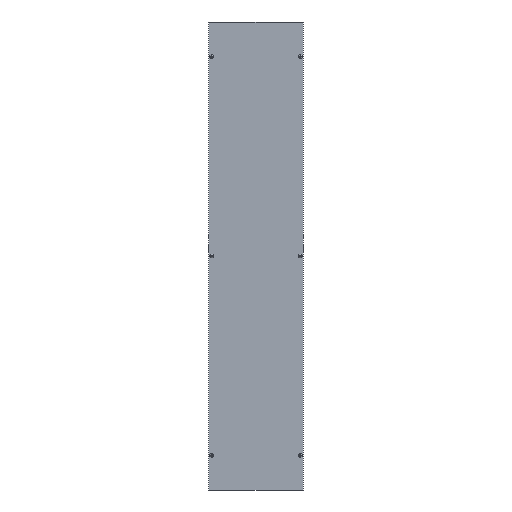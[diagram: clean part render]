
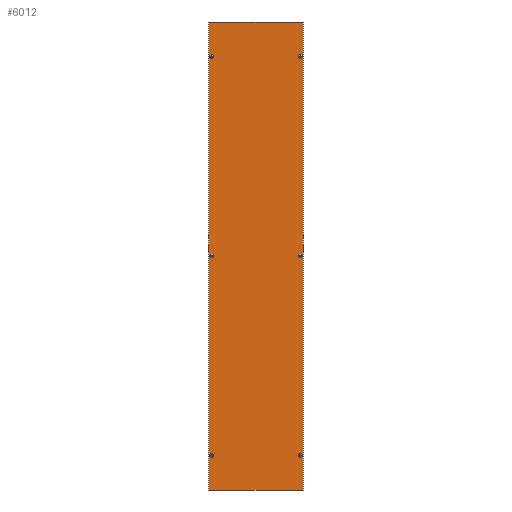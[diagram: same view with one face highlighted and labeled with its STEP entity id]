
A CAD part, front view. The second image highlights one B-rep face of the part: STEP entity #6012.
In plain terms, the highlighted planar face has unit normal (0, -1, 0).
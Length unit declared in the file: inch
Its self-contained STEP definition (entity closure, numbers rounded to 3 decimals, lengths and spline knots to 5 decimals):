
#122 = DIRECTION ( 'NONE',  ( 0., 0., -1. ) ) ;
#247 = VECTOR ( 'NONE', #7500, 39.37008 ) ;
#328 = CARTESIAN_POINT ( 'NONE',  ( 0., -0.05906, 0. ) ) ;
#368 = FACE_BOUND ( 'NONE', #5054, .T. ) ;
#412 = CIRCLE ( 'NONE', #5169, 0.17717 ) ;
#416 = FACE_BOUND ( 'NONE', #467, .T. ) ;
#441 = DIRECTION ( 'NONE',  ( 0., 0., -1. ) ) ;
#467 = EDGE_LOOP ( 'NONE', ( #8349 ) ) ;
#482 = ORIENTED_EDGE ( 'NONE', *, *, #3992, .F. ) ;
#762 = CARTESIAN_POINT ( 'NONE',  ( 6.65354, -0.05906, -0.17717 ) ) ;
#832 = ORIENTED_EDGE ( 'NONE', *, *, #4304, .F. ) ;
#878 = DIRECTION ( 'NONE',  ( 0., 0., -1. ) ) ;
#879 = FACE_OUTER_BOUND ( 'NONE', #4160, .T. ) ;
#1034 = CARTESIAN_POINT ( 'NONE',  ( 6.65354, -0.05906, 0. ) ) ;
#1042 = PLANE ( 'NONE',  #2422 ) ;
#1062 = LINE ( 'NONE', #5457, #247 ) ;
#1231 = EDGE_CURVE ( 'NONE', #4514, #6938, #4809, .T. ) ;
#1509 = VECTOR ( 'NONE', #8296, 39.37008 ) ;
#1553 = DIRECTION ( 'NONE',  ( 0., -1., 0. ) ) ;
#1595 = DIRECTION ( 'NONE',  ( 0., 0., -1. ) ) ;
#1732 = EDGE_CURVE ( 'NONE', #7704, #7704, #3675, .T. ) ;
#1925 = DIRECTION ( 'NONE',  ( 0., 0., 1. ) ) ;
#1940 = DIRECTION ( 'NONE',  ( 0., -1., 0. ) ) ;
#2060 = EDGE_LOOP ( 'NONE', ( #482 ) ) ;
#2082 = VERTEX_POINT ( 'NONE', #4007 ) ;
#2115 = EDGE_LOOP ( 'NONE', ( #5971 ) ) ;
#2121 = CARTESIAN_POINT ( 'NONE',  ( 6.65354, -0.05906, -30.09843 ) ) ;
#2154 = DIRECTION ( 'NONE',  ( 0., -1., 0. ) ) ;
#2162 = ORIENTED_EDGE ( 'NONE', *, *, #4293, .F. ) ;
#2317 = DIRECTION ( 'NONE',  ( 0., -1., 0. ) ) ;
#2422 = AXIS2_PLACEMENT_3D ( 'NONE', #328, #4962, #3017 ) ;
#2490 = CARTESIAN_POINT ( 'NONE',  ( -7.06693, -0.05906, -35.11811 ) ) ;
#2554 = CARTESIAN_POINT ( 'NONE',  ( -7.06693, -0.05906, 0. ) ) ;
#2576 = CARTESIAN_POINT ( 'NONE',  ( 6.65354, -0.05906, 29.92126 ) ) ;
#2678 = VERTEX_POINT ( 'NONE', #7951 ) ;
#2846 = CARTESIAN_POINT ( 'NONE',  ( 7.06693, -0.05906, 0. ) ) ;
#2957 = EDGE_LOOP ( 'NONE', ( #7158 ) ) ;
#2966 = FACE_BOUND ( 'NONE', #2115, .T. ) ;
#3017 = DIRECTION ( 'NONE',  ( 0., 0., 1. ) ) ;
#3087 = CIRCLE ( 'NONE', #4183, 0.17717 ) ;
#3123 = VECTOR ( 'NONE', #122, 39.37008 ) ;
#3130 = AXIS2_PLACEMENT_3D ( 'NONE', #6799, #6032, #878 ) ;
#3199 = CARTESIAN_POINT ( 'NONE',  ( 0., -0.05906, -35.11811 ) ) ;
#3476 = VERTEX_POINT ( 'NONE', #2490 ) ;
#3480 = FACE_BOUND ( 'NONE', #7147, .T. ) ;
#3489 = VERTEX_POINT ( 'NONE', #2121 ) ;
#3640 = AXIS2_PLACEMENT_3D ( 'NONE', #2576, #1940, #7849 ) ;
#3675 = CIRCLE ( 'NONE', #3130, 0.17717 ) ;
#3707 = ORIENTED_EDGE ( 'NONE', *, *, #6306, .F. ) ;
#3827 = EDGE_CURVE ( 'NONE', #3489, #3489, #412, .T. ) ;
#3992 = EDGE_CURVE ( 'NONE', #2678, #2678, #5985, .T. ) ;
#4007 = CARTESIAN_POINT ( 'NONE',  ( 6.65354, -0.05906, 29.74409 ) ) ;
#4156 = CARTESIAN_POINT ( 'NONE',  ( 6.65354, -0.05906, -29.92126 ) ) ;
#4160 = EDGE_LOOP ( 'NONE', ( #7794, #832, #2162, #6878 ) ) ;
#4177 = VERTEX_POINT ( 'NONE', #6685 ) ;
#4183 = AXIS2_PLACEMENT_3D ( 'NONE', #7393, #2154, #7523 ) ;
#4293 = EDGE_CURVE ( 'NONE', #6938, #3476, #5705, .T. ) ;
#4304 = EDGE_CURVE ( 'NONE', #3476, #5304, #7662, .T. ) ;
#4514 = VERTEX_POINT ( 'NONE', #5356 ) ;
#4809 = LINE ( 'NONE', #2846, #3123 ) ;
#4887 = FACE_BOUND ( 'NONE', #2957, .T. ) ;
#4962 = DIRECTION ( 'NONE',  ( 0., 1., 0. ) ) ;
#5054 = EDGE_LOOP ( 'NONE', ( #7082 ) ) ;
#5126 = CIRCLE ( 'NONE', #5663, 0.17717 ) ;
#5169 = AXIS2_PLACEMENT_3D ( 'NONE', #4156, #1553, #441 ) ;
#5187 = EDGE_CURVE ( 'NONE', #4177, #4177, #3087, .T. ) ;
#5261 = EDGE_CURVE ( 'NONE', #2082, #2082, #7850, .T. ) ;
#5304 = VERTEX_POINT ( 'NONE', #5549 ) ;
#5311 = AXIS2_PLACEMENT_3D ( 'NONE', #6346, #5715, #7763 ) ;
#5356 = CARTESIAN_POINT ( 'NONE',  ( 7.06693, -0.05906, 35.11811 ) ) ;
#5436 = FACE_BOUND ( 'NONE', #2060, .T. ) ;
#5457 = CARTESIAN_POINT ( 'NONE',  ( 0., -0.05906, 35.11811 ) ) ;
#5549 = CARTESIAN_POINT ( 'NONE',  ( -7.06693, -0.05906, 35.11811 ) ) ;
#5663 = AXIS2_PLACEMENT_3D ( 'NONE', #1034, #2317, #1595 ) ;
#5705 = LINE ( 'NONE', #3199, #1509 ) ;
#5715 = DIRECTION ( 'NONE',  ( 0., -1., 0. ) ) ;
#5971 = ORIENTED_EDGE ( 'NONE', *, *, #5187, .F. ) ;
#5985 = CIRCLE ( 'NONE', #5311, 0.17717 ) ;
#6012 = ADVANCED_FACE ( 'NONE', ( #2966, #368, #5436, #416, #3480, #4887, #879 ), #1042, .F. ) ;
#6032 = DIRECTION ( 'NONE',  ( 0., -1., 0. ) ) ;
#6132 = VECTOR ( 'NONE', #1925, 39.37008 ) ;
#6306 = EDGE_CURVE ( 'NONE', #6721, #6721, #5126, .T. ) ;
#6346 = CARTESIAN_POINT ( 'NONE',  ( -6.65354, -0.05906, -29.92126 ) ) ;
#6685 = CARTESIAN_POINT ( 'NONE',  ( -6.65354, -0.05906, 29.74409 ) ) ;
#6717 = CARTESIAN_POINT ( 'NONE',  ( 7.06693, -0.05906, -35.11811 ) ) ;
#6721 = VERTEX_POINT ( 'NONE', #762 ) ;
#6799 = CARTESIAN_POINT ( 'NONE',  ( -6.65354, -0.05906, 0. ) ) ;
#6878 = ORIENTED_EDGE ( 'NONE', *, *, #1231, .F. ) ;
#6938 = VERTEX_POINT ( 'NONE', #6717 ) ;
#7082 = ORIENTED_EDGE ( 'NONE', *, *, #1732, .F. ) ;
#7147 = EDGE_LOOP ( 'NONE', ( #3707 ) ) ;
#7158 = ORIENTED_EDGE ( 'NONE', *, *, #3827, .F. ) ;
#7393 = CARTESIAN_POINT ( 'NONE',  ( -6.65354, -0.05906, 29.92126 ) ) ;
#7421 = EDGE_CURVE ( 'NONE', #5304, #4514, #1062, .T. ) ;
#7500 = DIRECTION ( 'NONE',  ( 1., 0., 0. ) ) ;
#7523 = DIRECTION ( 'NONE',  ( 0., 0., -1. ) ) ;
#7662 = LINE ( 'NONE', #2554, #6132 ) ;
#7663 = CARTESIAN_POINT ( 'NONE',  ( -6.65354, -0.05906, -0.17717 ) ) ;
#7704 = VERTEX_POINT ( 'NONE', #7663 ) ;
#7763 = DIRECTION ( 'NONE',  ( 0., 0., -1. ) ) ;
#7794 = ORIENTED_EDGE ( 'NONE', *, *, #7421, .F. ) ;
#7849 = DIRECTION ( 'NONE',  ( 0., 0., -1. ) ) ;
#7850 = CIRCLE ( 'NONE', #3640, 0.17717 ) ;
#7951 = CARTESIAN_POINT ( 'NONE',  ( -6.65354, -0.05906, -30.09843 ) ) ;
#8296 = DIRECTION ( 'NONE',  ( -1., 0., 0. ) ) ;
#8349 = ORIENTED_EDGE ( 'NONE', *, *, #5261, .F. ) ;
